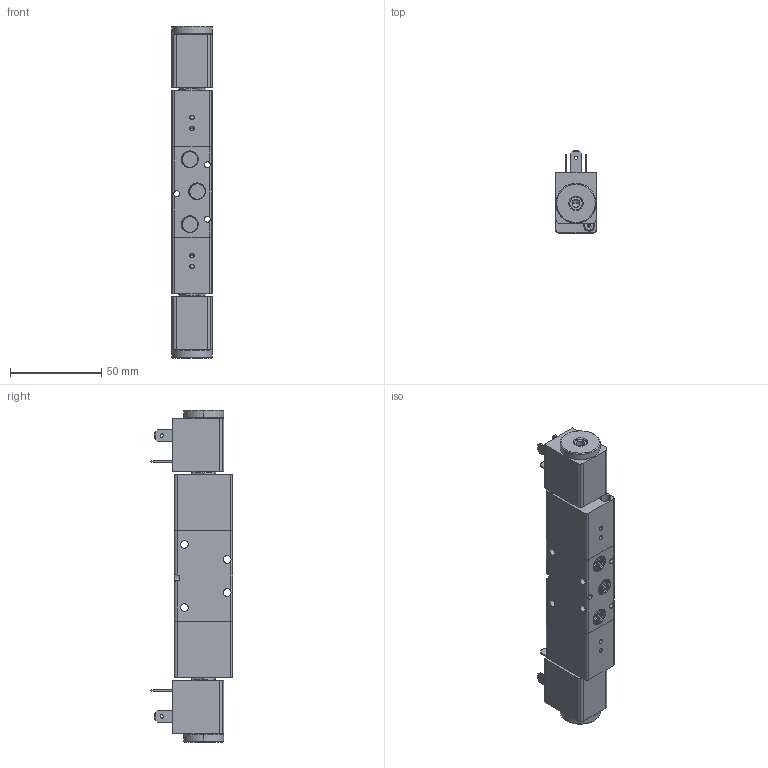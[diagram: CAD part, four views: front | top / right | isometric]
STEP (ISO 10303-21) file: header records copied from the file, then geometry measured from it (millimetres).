
FILE_DESCRIPTION((''),'2;1');
FILE_NAME('00_067_3.stp','2003-01-02T16:30:32',('Branislav Petkovic'),('AZ Pneumatica'),'AutoCAD STEP 2000i','AutoCAD 2000i','Via J. F. Kennedy, 26, 20020 Misinto (MI), ITALY');
FILE_SCHEMA(('CONFIG_CONTROL_DESIGN'));
Length unit declared in the file: millimetre
Products named in the file (9): 00_067_3; 521 TELO; PART1; X21 KOTVA KRATKA SA RUPOM; PART2; STEZAC; PODLOSKA; MAGNET; PART1A
Assembly tree (10 placements, depth 3):
  00_067_3
    521 TELO
      PART1
    X21 KOTVA KRATKA SA RUPOM  x2
      PART2
      STEZAC
      PODLOSKA
    MAGNET  x2
      PART1A
Bounding box: 22 x 45.09 x 181.5 mm (x, y, z)
Surface area: 37551 mm2 (no closed solid volume)
Topology: 0 solids, 13 shells, 635 faces, 1610 edges, 1013 vertices
Faces by surface type: cylinder 285, plane 220, cone 92, bspline 18, torus 16, sphere 4
Entity records: 27042 total; most frequent: CARTESIAN_POINT 17382, ORIENTED_EDGE 2074, DIRECTION 1834, EDGE_CURVE 1037, AXIS2_PLACEMENT_3D 685, VERTEX_POINT 670, VECTOR 464, LINE 464
